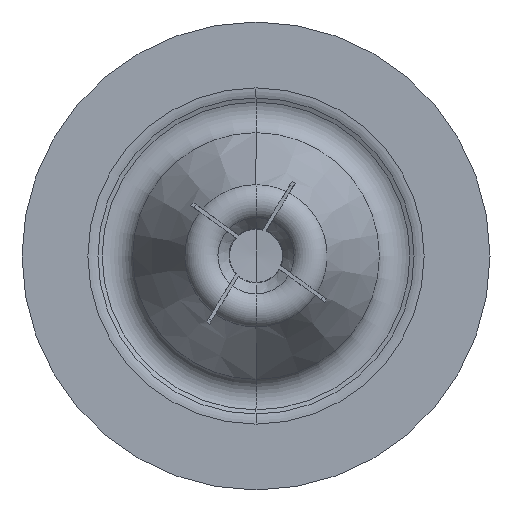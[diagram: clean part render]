
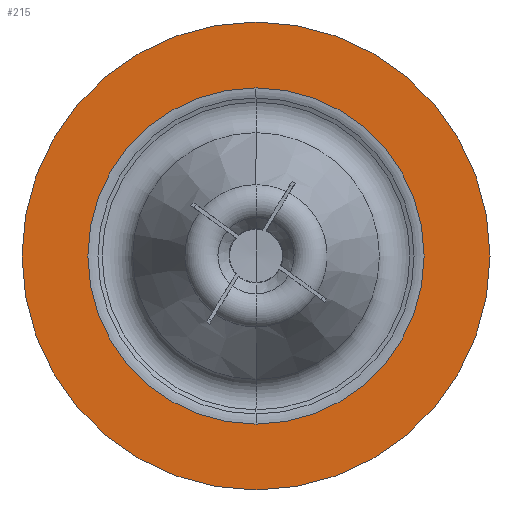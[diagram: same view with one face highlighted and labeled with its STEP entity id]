
A CAD part, top view. The second image highlights one B-rep face of the part: STEP entity #215.
In plain terms, the highlighted planar face has unit normal (0, 0, 1).
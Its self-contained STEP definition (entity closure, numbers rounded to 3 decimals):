
#166=AXIS2_PLACEMENT_3D('Circle Axis2P3D',#164,#165,$) ;
#178=AXIS2_PLACEMENT_3D('Circle Axis2P3D',#176,#177,$) ;
#191=AXIS2_PLACEMENT_3D('Plane Axis2P3D',#188,#189,#190) ;
#199=AXIS2_PLACEMENT_3D('Circle Axis2P3D',#197,#198,$) ;
#208=AXIS2_PLACEMENT_3D('Circle Axis2P3D',#206,#207,$) ;
#154=CARTESIAN_POINT('Vertex',(0.,-78.147,0.)) ;
#161=CARTESIAN_POINT('Vertex',(0.,78.147,0.)) ;
#164=CARTESIAN_POINT('Axis2P3D Location',(0.,0.,0.)) ;
#176=CARTESIAN_POINT('Axis2P3D Location',(0.,0.,0.)) ;
#188=CARTESIAN_POINT('Axis2P3D Location',(0.,78.147,0.)) ;
#197=CARTESIAN_POINT('Axis2P3D Location',(0.,0.,0.)) ;
#201=CARTESIAN_POINT('Vertex',(0.,-56.139,0.)) ;
#203=CARTESIAN_POINT('Vertex',(0.,56.139,0.)) ;
#206=CARTESIAN_POINT('Axis2P3D Location',(0.,0.,0.)) ;
#165=DIRECTION('Axis2P3D Direction',(0.,0.,1.)) ;
#177=DIRECTION('Axis2P3D Direction',(0.,0.,1.)) ;
#189=DIRECTION('Axis2P3D Direction',(0.,0.,1.)) ;
#190=DIRECTION('Axis2P3D XDirection',(1.,0.,0.)) ;
#198=DIRECTION('Axis2P3D Direction',(0.,0.,1.)) ;
#207=DIRECTION('Axis2P3D Direction',(0.,0.,1.)) ;
#194=ORIENTED_EDGE('',*,*,#168,.T.) ;
#195=ORIENTED_EDGE('',*,*,#180,.T.) ;
#212=ORIENTED_EDGE('',*,*,#205,.F.) ;
#213=ORIENTED_EDGE('',*,*,#210,.F.) ;
#214=FACE_BOUND('',#211,.T.) ;
#215=ADVANCED_FACE('PartBody',(#196,#214),#192,.T.) ;
#167=CIRCLE('generated circle',#166,78.147) ;
#179=CIRCLE('generated circle',#178,78.147) ;
#200=CIRCLE('generated circle',#199,56.139) ;
#209=CIRCLE('generated circle',#208,56.139) ;
#168=EDGE_CURVE('',#155,#162,#167,.T.) ;
#180=EDGE_CURVE('',#162,#155,#179,.T.) ;
#205=EDGE_CURVE('',#202,#204,#200,.T.) ;
#210=EDGE_CURVE('',#204,#202,#209,.T.) ;
#193=EDGE_LOOP('',(#194,#195)) ;
#211=EDGE_LOOP('',(#212,#213)) ;
#196=FACE_OUTER_BOUND('',#193,.T.) ;
#192=PLANE('',#191) ;
#155=VERTEX_POINT('',#154) ;
#162=VERTEX_POINT('',#161) ;
#202=VERTEX_POINT('',#201) ;
#204=VERTEX_POINT('',#203) ;
